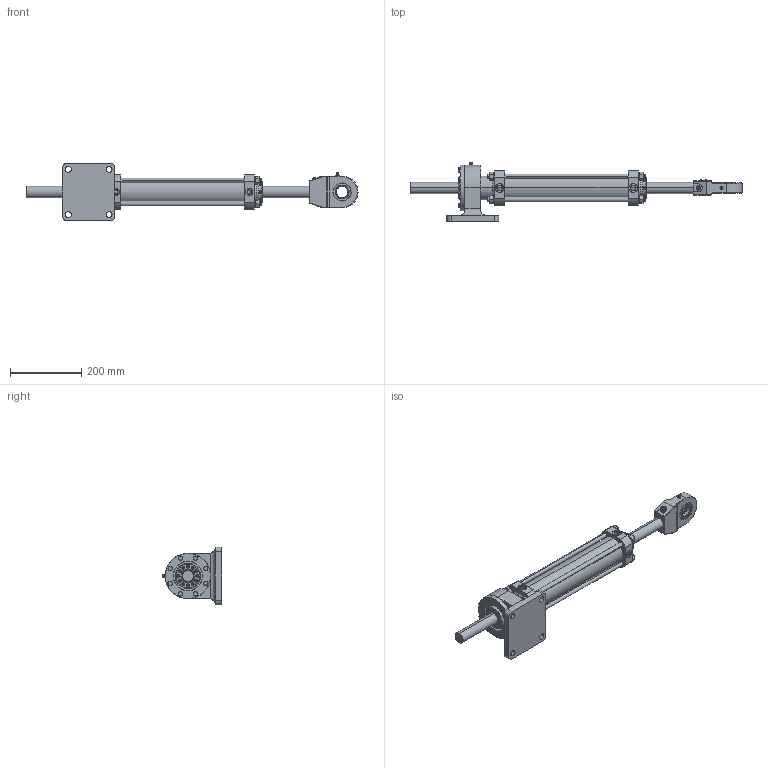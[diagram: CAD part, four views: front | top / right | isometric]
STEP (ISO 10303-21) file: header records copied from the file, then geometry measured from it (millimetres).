
FILE_DESCRIPTION (( 'STEP AP214' ), '1' );
FILE_NAME ('7800-0054_revA.STEP', '2019-08-23T18:17:34', ( '' ), ( '' ), 'SwSTEP 2.0', 'SolidWorks 2019', '' );
FILE_SCHEMA (( 'AUTOMOTIVE_DESIGN' ));
Length unit declared in the file: inch
Products named in the file (1): 7800-0054_revA
Bounding box: 930.27 x 167.69 x 161.93 mm (x, y, z)
Surface area: 494574.1 mm2 (no closed solid volume)
Topology: 0 solids, 120 shells, 1007 faces, 3162 edges, 2234 vertices
Faces by surface type: plane 428, cylinder 270, cone 188, torus 62, bspline 51, sphere 8
Entity records: 56235 total; most frequent: CARTESIAN_POINT 16495, DIRECTION 5428, ORIENTED_EDGE 4901, EDGE_CURVE 3154, VERTEX_POINT 2234, AXIS2_PLACEMENT_3D 2085, VECTOR 1258, LINE 1258
